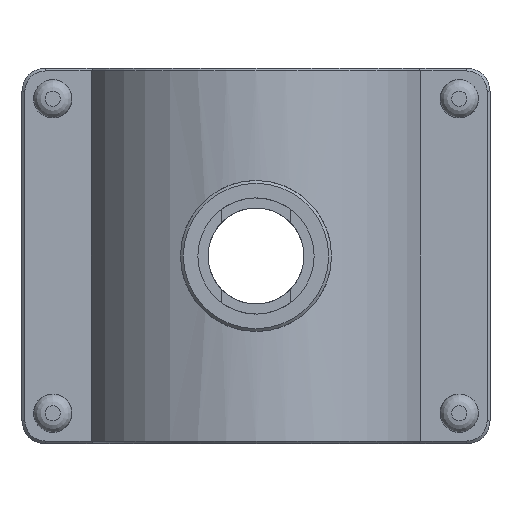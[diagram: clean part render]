
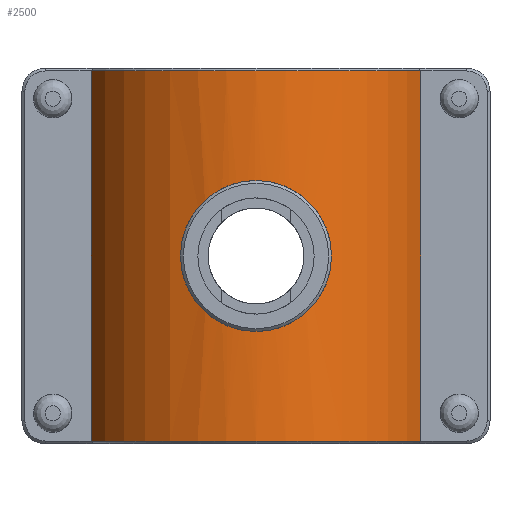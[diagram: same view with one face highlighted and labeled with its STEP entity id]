
A CAD part, front view. The second image highlights one B-rep face of the part: STEP entity #2500.
In plain terms, the highlighted cylindrical face has radius 46.875 mm (diameter 93.75 mm), a partial arc.
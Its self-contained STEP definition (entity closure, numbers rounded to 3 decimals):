
#70=LINE('',#3611,#266);
#71=LINE('',#3614,#267);
#72=LINE('',#3617,#268);
#73=LINE('',#3620,#269);
#206=LINE('',#4340,#402);
#207=LINE('',#4342,#403);
#266=VECTOR('',#2833,3.511);
#267=VECTOR('',#2836,3.511);
#268=VECTOR('',#2839,3.511);
#269=VECTOR('',#2842,3.511);
#402=VECTOR('',#3301,96.5);
#403=VECTOR('',#3304,96.5);
#575=FACE_BOUND('',#893,.T.);
#708=FACE_OUTER_BOUND('',#892,.T.);
#892=EDGE_LOOP('',(#2077,#2078,#2079,#2080));
#893=EDGE_LOOP('',(#2081,#2082,#2083,#2084,#2085,#2086,#2087,#2088));
#1046=CIRCLE('',#2713,46.875);
#1047=CIRCLE('',#2716,46.875);
#1085=B_SPLINE_CURVE_WITH_KNOTS('',3,(#3549,#3550,#3551,#3552,#3553,#3554,
#3555,#3556,#3557,#3558),.UNSPECIFIED.,.F.,.F.,(4,2,2,2,4),(2.865,
3.313,3.787,4.26,4.708),
 .UNSPECIFIED.);
#1086=B_SPLINE_CURVE_WITH_KNOTS('',3,(#3562,#3563,#3564,#3565,#3566,#3567,
#3568,#3569,#3570,#3571,#3572),.UNSPECIFIED.,.F.,.F.,(4,2,3,2,4),(-0.921,
-0.473,0.,0.473,0.921),
 .UNSPECIFIED.);
#1088=B_SPLINE_CURVE_WITH_KNOTS('',3,(#3622,#3623,#3624,#3625,#3626,#3627,
#3628,#3629,#3630,#3631,#3632,#3633,#3634,#3635),.UNSPECIFIED.,.F.,.F.,
(4,2,2,2,2,2,4),(1.372,1.725,2.013,2.3,
2.587,2.875,3.228),.UNSPECIFIED.);
#1089=B_SPLINE_CURVE_WITH_KNOTS('',3,(#3637,#3638,#3639,#3640,#3641,#3642,
#3643,#3644,#3645,#3646,#3647,#3648,#3649,#3650),.UNSPECIFIED.,.F.,.F.,
(4,2,2,2,2,2,4),(5.972,6.325,6.613,6.9,
7.187,7.475,7.828),.UNSPECIFIED.);
#1107=VERTEX_POINT('',#3547);
#1108=VERTEX_POINT('',#3548);
#1109=VERTEX_POINT('',#3559);
#1110=VERTEX_POINT('',#3561);
#1112=VERTEX_POINT('',#3610);
#1113=VERTEX_POINT('',#3612);
#1114=VERTEX_POINT('',#3616);
#1115=VERTEX_POINT('',#3618);
#1257=VERTEX_POINT('',#4280);
#1258=VERTEX_POINT('',#4285);
#1259=VERTEX_POINT('',#4292);
#1261=VERTEX_POINT('',#4301);
#1337=EDGE_CURVE('',#1107,#1108,#1085,.T.);
#1339=EDGE_CURVE('',#1110,#1109,#1086,.T.);
#1342=EDGE_CURVE('',#1112,#1107,#70,.T.);
#1344=EDGE_CURVE('',#1109,#1113,#71,.T.);
#1345=EDGE_CURVE('',#1114,#1110,#72,.T.);
#1347=EDGE_CURVE('',#1108,#1115,#73,.T.);
#1348=EDGE_CURVE('',#1113,#1112,#1088,.T.);
#1349=EDGE_CURVE('',#1115,#1114,#1089,.T.);
#1548=EDGE_CURVE('',#1257,#1258,#1046,.T.);
#1554=EDGE_CURVE('',#1261,#1259,#1047,.T.);
#1571=EDGE_CURVE('',#1257,#1259,#206,.T.);
#1572=EDGE_CURVE('',#1258,#1261,#207,.T.);
#2077=ORIENTED_EDGE('',*,*,#1548,.F.);
#2078=ORIENTED_EDGE('',*,*,#1571,.T.);
#2079=ORIENTED_EDGE('',*,*,#1554,.F.);
#2080=ORIENTED_EDGE('',*,*,#1572,.F.);
#2081=ORIENTED_EDGE('',*,*,#1337,.T.);
#2082=ORIENTED_EDGE('',*,*,#1347,.T.);
#2083=ORIENTED_EDGE('',*,*,#1349,.T.);
#2084=ORIENTED_EDGE('',*,*,#1345,.T.);
#2085=ORIENTED_EDGE('',*,*,#1339,.T.);
#2086=ORIENTED_EDGE('',*,*,#1344,.T.);
#2087=ORIENTED_EDGE('',*,*,#1348,.T.);
#2088=ORIENTED_EDGE('',*,*,#1342,.T.);
#2383=CYLINDRICAL_SURFACE('',#2731,46.875);
#2500=ADVANCED_FACE('',(#708,#575),#2383,.T.);
#2713=AXIS2_PLACEMENT_3D('',#4286,#3251,#3252);
#2716=AXIS2_PLACEMENT_3D('',#4306,#3259,#3260);
#2731=AXIS2_PLACEMENT_3D('',#4341,#3302,#3303);
#2833=DIRECTION('',(0.,0.,-1.));
#2836=DIRECTION('',(0.,0.,1.));
#2839=DIRECTION('',(0.,0.,1.));
#2842=DIRECTION('',(0.,0.,-1.));
#3251=DIRECTION('center_axis',(0.,0.,-1.));
#3252=DIRECTION('ref_axis',(1.,0.,0.));
#3259=DIRECTION('center_axis',(0.,0.,1.));
#3260=DIRECTION('ref_axis',(1.,0.,0.));
#3301=DIRECTION('',(0.,0.,1.));
#3302=DIRECTION('center_axis',(0.,0.,1.));
#3303=DIRECTION('ref_axis',(1.,0.,0.));
#3304=DIRECTION('',(0.,0.,1.));
#3547=CARTESIAN_POINT('',(9.015,-46.,8.659));
#3548=CARTESIAN_POINT('',(9.015,-46.,-8.659));
#3549=CARTESIAN_POINT('Ctrl Pts',(9.015,-46.,8.659));
#3550=CARTESIAN_POINT('Ctrl Pts',(10.047,-45.798,7.584));
#3551=CARTESIAN_POINT('Ctrl Pts',(10.939,-45.585,6.251));
#3552=CARTESIAN_POINT('Ctrl Pts',(12.183,-45.269,3.255));
#3553=CARTESIAN_POINT('Ctrl Pts',(12.5,-45.178,1.578));
#3554=CARTESIAN_POINT('Ctrl Pts',(12.5,-45.178,-1.578));
#3555=CARTESIAN_POINT('Ctrl Pts',(12.183,-45.269,-3.255));
#3556=CARTESIAN_POINT('Ctrl Pts',(10.939,-45.585,-6.251));
#3557=CARTESIAN_POINT('Ctrl Pts',(10.047,-45.798,-7.584));
#3558=CARTESIAN_POINT('Ctrl Pts',(9.015,-46.,-8.659));
#3559=CARTESIAN_POINT('',(-9.015,-46.,8.659));
#3561=CARTESIAN_POINT('',(-9.015,-46.,-8.659));
#3562=CARTESIAN_POINT('Ctrl Pts',(-9.015,-46.,-8.659));
#3563=CARTESIAN_POINT('Ctrl Pts',(-10.047,-45.798,-7.584));
#3564=CARTESIAN_POINT('Ctrl Pts',(-10.939,-45.585,-6.251));
#3565=CARTESIAN_POINT('Ctrl Pts',(-12.183,-45.269,-3.255));
#3566=CARTESIAN_POINT('Ctrl Pts',(-12.5,-45.178,-1.578));
#3567=CARTESIAN_POINT('Ctrl Pts',(-12.5,-45.178,0.));
#3568=CARTESIAN_POINT('Ctrl Pts',(-12.5,-45.178,1.578));
#3569=CARTESIAN_POINT('Ctrl Pts',(-12.183,-45.269,3.255));
#3570=CARTESIAN_POINT('Ctrl Pts',(-10.939,-45.585,6.251));
#3571=CARTESIAN_POINT('Ctrl Pts',(-10.047,-45.798,7.584));
#3572=CARTESIAN_POINT('Ctrl Pts',(-9.015,-46.,8.659));
#3610=CARTESIAN_POINT('',(9.015,-46.,12.17));
#3611=CARTESIAN_POINT('',(9.015,-46.,0.));
#3612=CARTESIAN_POINT('',(-9.015,-46.,12.17));
#3614=CARTESIAN_POINT('',(-9.015,-46.,0.));
#3616=CARTESIAN_POINT('',(-9.015,-46.,-12.17));
#3617=CARTESIAN_POINT('',(-9.015,-46.,0.));
#3618=CARTESIAN_POINT('',(9.015,-46.,-12.17));
#3620=CARTESIAN_POINT('',(9.015,-46.,0.));
#3622=CARTESIAN_POINT('Ctrl Pts',(-9.015,-46.,12.17));
#3623=CARTESIAN_POINT('Ctrl Pts',(-8.043,-46.19,12.89));
#3624=CARTESIAN_POINT('Ctrl Pts',(-6.959,-46.37,13.509));
#3625=CARTESIAN_POINT('Ctrl Pts',(-4.883,-46.629,14.372));
#3626=CARTESIAN_POINT('Ctrl Pts',(-3.909,-46.722,14.666));
#3627=CARTESIAN_POINT('Ctrl Pts',(-1.947,-46.845,15.053));
#3628=CARTESIAN_POINT('Ctrl Pts',(-0.958,-46.875,15.146));
#3629=CARTESIAN_POINT('Ctrl Pts',(0.958,-46.875,15.146));
#3630=CARTESIAN_POINT('Ctrl Pts',(1.947,-46.845,15.053));
#3631=CARTESIAN_POINT('Ctrl Pts',(3.909,-46.722,14.666));
#3632=CARTESIAN_POINT('Ctrl Pts',(4.883,-46.629,14.372));
#3633=CARTESIAN_POINT('Ctrl Pts',(6.959,-46.37,13.509));
#3634=CARTESIAN_POINT('Ctrl Pts',(8.043,-46.19,12.89));
#3635=CARTESIAN_POINT('Ctrl Pts',(9.015,-46.,12.17));
#3637=CARTESIAN_POINT('Ctrl Pts',(9.015,-46.,-12.17));
#3638=CARTESIAN_POINT('Ctrl Pts',(8.043,-46.19,-12.89));
#3639=CARTESIAN_POINT('Ctrl Pts',(6.959,-46.37,-13.509));
#3640=CARTESIAN_POINT('Ctrl Pts',(4.883,-46.629,-14.372));
#3641=CARTESIAN_POINT('Ctrl Pts',(3.909,-46.722,-14.666));
#3642=CARTESIAN_POINT('Ctrl Pts',(1.947,-46.845,-15.053));
#3643=CARTESIAN_POINT('Ctrl Pts',(0.958,-46.875,-15.146));
#3644=CARTESIAN_POINT('Ctrl Pts',(-0.958,-46.875,-15.146));
#3645=CARTESIAN_POINT('Ctrl Pts',(-1.947,-46.845,-15.053));
#3646=CARTESIAN_POINT('Ctrl Pts',(-3.909,-46.722,-14.666));
#3647=CARTESIAN_POINT('Ctrl Pts',(-4.883,-46.629,-14.372));
#3648=CARTESIAN_POINT('Ctrl Pts',(-6.959,-46.37,-13.509));
#3649=CARTESIAN_POINT('Ctrl Pts',(-8.043,-46.19,-12.89));
#3650=CARTESIAN_POINT('Ctrl Pts',(-9.015,-46.,-12.17));
#4280=CARTESIAN_POINT('',(42.962,-18.75,-48.25));
#4285=CARTESIAN_POINT('',(-42.962,-18.75,-48.25));
#4286=CARTESIAN_POINT('Origin',(0.,0.,-48.25));
#4292=CARTESIAN_POINT('',(42.962,-18.75,48.25));
#4301=CARTESIAN_POINT('',(-42.962,-18.75,48.25));
#4306=CARTESIAN_POINT('Origin',(0.,0.,48.25));
#4340=CARTESIAN_POINT('',(42.962,-18.75,0.));
#4341=CARTESIAN_POINT('Origin',(0.,0.,0.));
#4342=CARTESIAN_POINT('',(-42.962,-18.75,0.));
